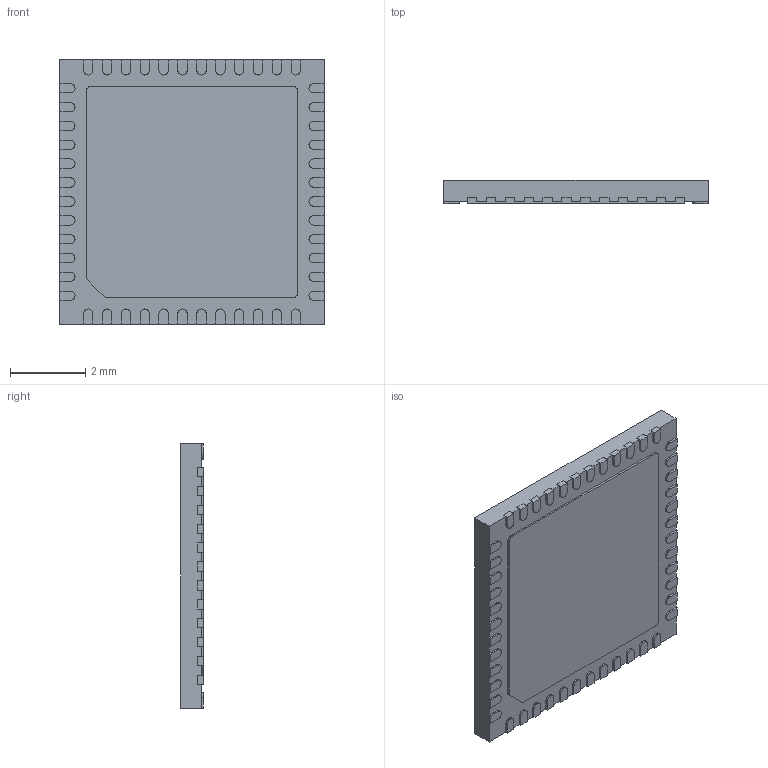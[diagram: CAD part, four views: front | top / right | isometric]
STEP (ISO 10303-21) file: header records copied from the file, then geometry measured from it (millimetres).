
FILE_DESCRIPTION (( 'STEP AP214' ), '1' );
FILE_NAME ('STM32F411CEU6.STEP', '2020-03-17T21:22:55', ( '' ), ( '' ), 'SwSTEP 2.0', 'SolidWorks 2017', '' );
FILE_SCHEMA (( 'AUTOMOTIVE_DESIGN' ));
Length unit declared in the file: millimetre
Products named in the file (1): STM32F411CEU6
Bounding box: 7 x 0.6 x 7 mm (x, y, z)
Volume: 28.7 mm3; surface area: 202.5 mm2
Topology: 50 solids, 50 shells, 529 faces, 1284 edges, 856 vertices
Faces by surface type: plane 403, cylinder 126
Entity records: 15865 total; most frequent: CARTESIAN_POINT 2670, DIRECTION 2596, ORIENTED_EDGE 2568, EDGE_CURVE 1284, LINE 1032, VECTOR 1032, VERTEX_POINT 856, AXIS2_PLACEMENT_3D 782
